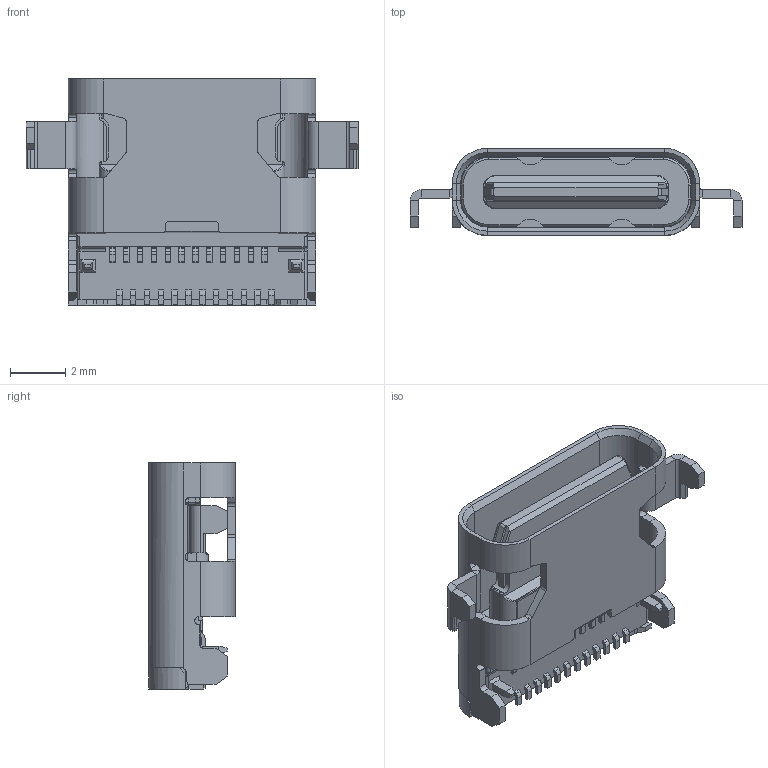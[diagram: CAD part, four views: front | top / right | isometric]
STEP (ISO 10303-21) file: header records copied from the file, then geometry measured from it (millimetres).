
FILE_DESCRIPTION(('FreeCAD Model'),'2;1');
FILE_NAME('JAE_K3D-DX07B024JJ1.STEP','2020-05-29T18:07:41',('Author'),(''), 'Open CASCADE STEP processor 7.3','FreeCAD','Unknown');
FILE_SCHEMA(('AUTOMOTIVE_DESIGN { 1 0 10303 214 1 1 1 1 }'));
Length unit declared in the file: millimetre
Products named in the file (1): K3D-DX07B024JJ1-V1_JAE_Proprietary
Bounding box: 12 x 3.14 x 8.17 mm (x, y, z)
Volume: 112.2 mm3; surface area: 451.2 mm2
Topology: 1 solids, 1 shells, 915 faces, 2526 edges, 1610 vertices
Faces by surface type: plane 622, cylinder 235, bspline 22, cone 18, revolution 8, torus 6, sphere 4
Entity records: 33679 total; most frequent: CARTESIAN_POINT 6899, ORIENTED_EDGE 5044, DIRECTION 4590, EDGE_CURVE 2522, LINE 1926, VECTOR 1926, VERTEX_POINT 1610, AXIS2_PLACEMENT_3D 1328
